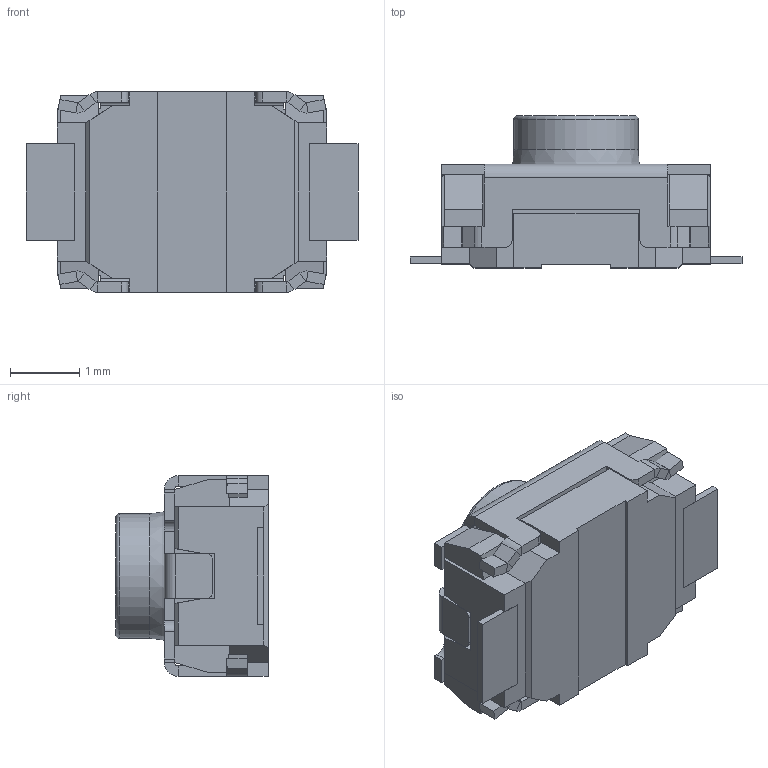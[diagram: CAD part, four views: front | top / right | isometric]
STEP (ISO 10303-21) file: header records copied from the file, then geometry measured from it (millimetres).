
FILE_DESCRIPTION (( 'STEP AP214' ), '1' );
FILE_NAME ('SKRKAHE020.STEP', '2021-11-09T05:55:35', ( '' ), ( '' ), 'SwSTEP 2.0', 'SolidWorks 2017', '' );
FILE_SCHEMA (( 'AUTOMOTIVE_DESIGN' ));
Length unit declared in the file: millimetre
Products named in the file (1): SKRKAHE020
Bounding box: 4.8 x 2.2 x 2.9 mm (x, y, z)
Volume: 17 mm3; surface area: 82.7 mm2
Topology: 5 solids, 5 shells, 246 faces, 603 edges, 367 vertices
Faces by surface type: plane 206, cylinder 38, cone 1, torus 1
Full cylindrical faces by diameter (mm): 1.8 x1, 2.2 x1
Entity records: 7070 total; most frequent: CARTESIAN_POINT 1211, ORIENTED_EDGE 1196, DIRECTION 1170, EDGE_CURVE 598, LINE 520, VECTOR 520, VERTEX_POINT 366, AXIS2_PLACEMENT_3D 325
